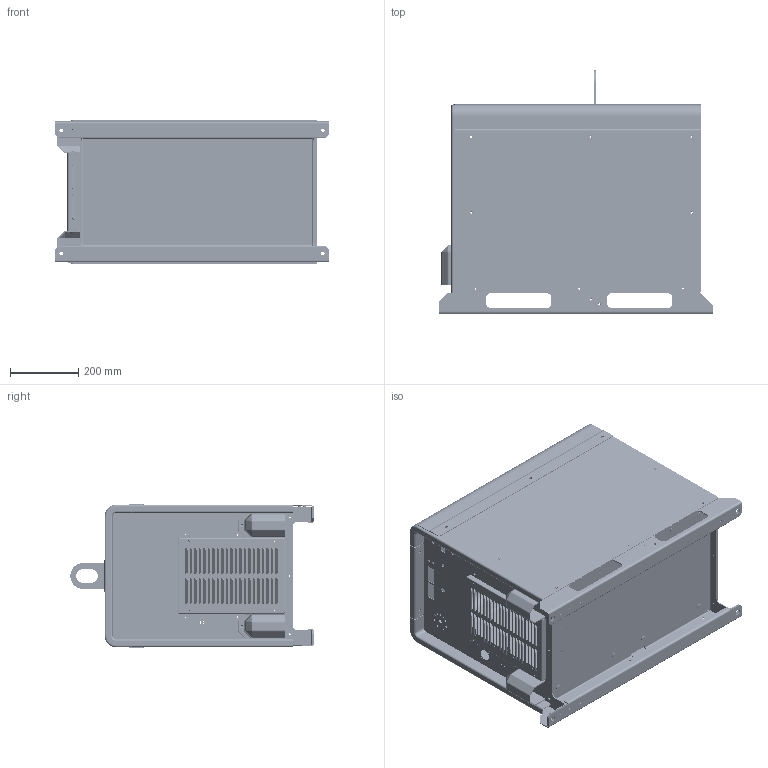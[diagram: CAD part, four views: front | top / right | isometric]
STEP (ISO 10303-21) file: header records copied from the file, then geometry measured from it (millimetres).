
FILE_DESCRIPTION (( 'STEP AP214' ), '1' );
FILE_NAME ('274174 (Dimension 650 - Joined Shell).STEP', '2015-11-13T15:48:01', ( 'ITS' ), ( 'ITW Welding Group' ), 'SwSTEP 2.0', 'SolidWorks 2015', '' );
FILE_SCHEMA (( 'AUTOMOTIVE_DESIGN' ));
Length unit declared in the file: inch
Products named in the file (1): 274174 (Dimension 650 - Joined Shell)
Bounding box: 803.64 x 715.67 x 424.18 mm (x, y, z)
Volume: 6025354.6 mm3; surface area: 4811768.6 mm2
Topology: 3 solids, 3 shells, 6251 faces, 16904 edges, 10709 vertices
Faces by surface type: cylinder 3164, plane 2263, bspline 472, torus 158, sphere 148, cone 46
Entity records: 208808 total; most frequent: CARTESIAN_POINT 48145, DIRECTION 33823, ORIENTED_EDGE 33748, EDGE_CURVE 16874, AXIS2_PLACEMENT_3D 12352, VERTEX_POINT 10709, LINE 9119, VECTOR 9119
